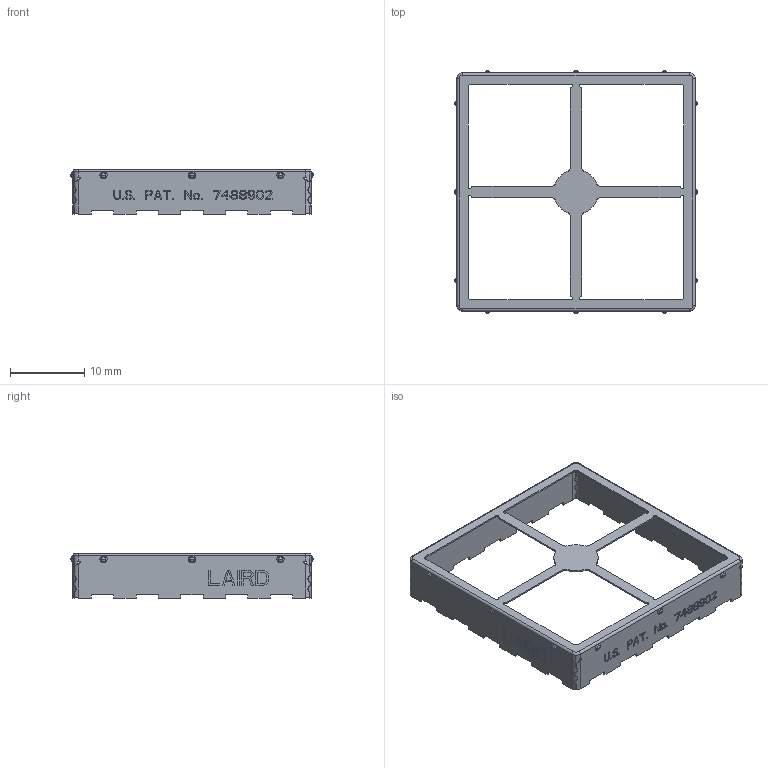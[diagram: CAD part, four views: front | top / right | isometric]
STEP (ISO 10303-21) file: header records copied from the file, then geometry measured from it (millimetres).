
FILE_DESCRIPTION(('FreeCAD Model'),'2;1');
FILE_NAME('Open CASCADE Shape Model','2024-02-06T11:46:24',( 'kicad StepUp'),('ksu MCAD'),'Open CASCADE STEP processor 7.6', 'FreeCAD','Unknown');
FILE_SCHEMA(('AUTOMOTIVE_DESIGN { 1 0 10303 214 1 1 1 1 }'));
Length unit declared in the file: millimetre
Products named in the file (1): bmi-s-204-f_cp
Bounding box: 32.61 x 32.61 x 6 mm (x, y, z)
Volume: 193.3 mm3; surface area: 2038.4 mm2
Topology: 1 solids, 1 shells, 1340 faces, 3653 edges, 2390 vertices
Faces by surface type: plane 1024, cylinder 108, bspline 104, cone 48, sphere 48, torus 8
Entity records: 47675 total; most frequent: CARTESIAN_POINT 14416, ORIENTED_EDGE 7306, DIRECTION 6119, EDGE_CURVE 3653, LINE 3053, VECTOR 3053, VERTEX_POINT 2390, AXIS2_PLACEMENT_3D 1533
